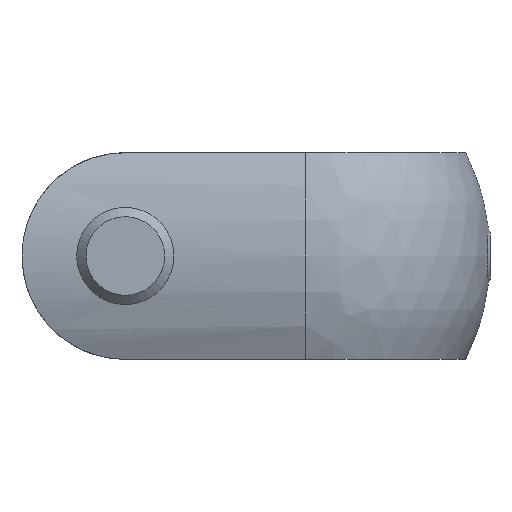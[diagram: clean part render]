
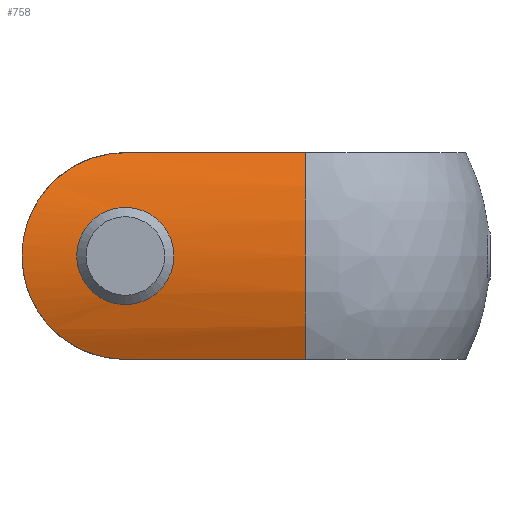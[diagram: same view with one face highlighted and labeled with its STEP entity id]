
A CAD part, front view. The second image highlights one B-rep face of the part: STEP entity #758.
In plain terms, the highlighted cylindrical face has radius 19 mm (diameter 38 mm), a partial arc.
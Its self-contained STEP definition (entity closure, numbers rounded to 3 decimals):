
#58=FACE_BOUND('',#173,.T.);
#93=CIRCLE('',#895,19.);
#127=FACE_OUTER_BOUND('',#172,.T.);
#172=EDGE_LOOP('',(#560,#561,#562,#563,#564));
#173=EDGE_LOOP('',(#565,#566));
#223=LINE('',#1357,#275);
#226=LINE('',#1423,#278);
#275=VECTOR('',#993,10.);
#278=VECTOR('',#1008,10.);
#322=B_SPLINE_CURVE_WITH_KNOTS('',3,(#1293,#1294,#1295,#1296,#1297,#1298,
#1299,#1300,#1301,#1302),.UNSPECIFIED.,.F.,.F.,(4,2,2,2,4),(1.301,
1.626,1.951,2.277,2.602),
 .UNSPECIFIED.);
#323=B_SPLINE_CURVE_WITH_KNOTS('',3,(#1304,#1305,#1306,#1307,#1308,#1309,
#1310,#1311,#1312,#1313),.UNSPECIFIED.,.F.,.F.,(4,2,2,2,4),(0.,0.326,
0.651,0.976,1.301),.UNSPECIFIED.);
#328=B_SPLINE_CURVE_WITH_KNOTS('',3,(#1426,#1427,#1428,#1429,#1430,#1431,
#1432,#1433,#1434,#1435,#1436,#1437,#1438,#1439,#1440,#1441,#1442,#1443,
#1444),.UNSPECIFIED.,.F.,.F.,(4,2,2,2,3,2,2,2,4),(-0.502,-0.376,
-0.251,-0.125,0.,0.125,0.251,
0.376,0.502),.UNSPECIFIED.);
#329=B_SPLINE_CURVE_WITH_KNOTS('',3,(#1445,#1446,#1447,#1448,#1449,#1450,
#1451,#1452,#1453,#1454,#1455,#1456,#1457,#1458,#1459,#1460,#1461,#1462),
 .UNSPECIFIED.,.F.,.F.,(4,2,2,2,2,2,2,2,4),(0.502,0.627,
0.753,0.878,1.004,1.129,1.255,
1.38,1.506),.UNSPECIFIED.);
#336=VERTEX_POINT('',#1290);
#337=VERTEX_POINT('',#1292);
#338=VERTEX_POINT('',#1303);
#348=VERTEX_POINT('',#1355);
#353=VERTEX_POINT('',#1419);
#354=VERTEX_POINT('',#1424);
#355=VERTEX_POINT('',#1425);
#415=EDGE_CURVE('',#337,#336,#322,.T.);
#416=EDGE_CURVE('',#338,#337,#323,.T.);
#429=EDGE_CURVE('',#348,#336,#223,.T.);
#436=EDGE_CURVE('',#348,#353,#93,.T.);
#438=EDGE_CURVE('',#338,#353,#226,.T.);
#439=EDGE_CURVE('',#354,#355,#328,.T.);
#440=EDGE_CURVE('',#355,#354,#329,.T.);
#560=ORIENTED_EDGE('',*,*,#415,.T.);
#561=ORIENTED_EDGE('',*,*,#429,.F.);
#562=ORIENTED_EDGE('',*,*,#436,.T.);
#563=ORIENTED_EDGE('',*,*,#438,.F.);
#564=ORIENTED_EDGE('',*,*,#416,.T.);
#565=ORIENTED_EDGE('',*,*,#439,.F.);
#566=ORIENTED_EDGE('',*,*,#440,.F.);
#742=CYLINDRICAL_SURFACE('',#897,19.);
#758=ADVANCED_FACE('',(#127,#58),#742,.T.);
#895=AXIS2_PLACEMENT_3D('',#1420,#1002,#1003);
#897=AXIS2_PLACEMENT_3D('',#1422,#1006,#1007);
#993=DIRECTION('',(-1.,0.,0.));
#1002=DIRECTION('center_axis',(-1.,0.,0.));
#1003=DIRECTION('ref_axis',(0.,0.894,0.447));
#1006=DIRECTION('center_axis',(1.,0.,0.));
#1007=DIRECTION('ref_axis',(0.,0.894,0.447));
#1008=DIRECTION('',(1.,0.,0.));
#1290=CARTESIAN_POINT('',(8.5,-13.143,-8.5));
#1292=CARTESIAN_POINT('',(0.,-15.15,0.));
#1293=CARTESIAN_POINT('Ctrl Pts',(0.,-15.15,0.));
#1294=CARTESIAN_POINT('Ctrl Pts',(0.,-15.15,-1.083));
#1295=CARTESIAN_POINT('Ctrl Pts',(0.22,-15.049,-2.229));
#1296=CARTESIAN_POINT('Ctrl Pts',(1.092,-14.683,-4.319));
#1297=CARTESIAN_POINT('Ctrl Pts',(1.744,-14.423,-5.265));
#1298=CARTESIAN_POINT('Ctrl Pts',(3.236,-13.925,-6.757));
#1299=CARTESIAN_POINT('Ctrl Pts',(4.182,-13.653,-7.408));
#1300=CARTESIAN_POINT('Ctrl Pts',(6.27,-13.258,-8.28));
#1301=CARTESIAN_POINT('Ctrl Pts',(7.415,-13.143,-8.5));
#1302=CARTESIAN_POINT('Ctrl Pts',(8.5,-13.143,-8.5));
#1303=CARTESIAN_POINT('',(8.5,-13.143,8.5));
#1304=CARTESIAN_POINT('Ctrl Pts',(8.5,-13.143,8.5));
#1305=CARTESIAN_POINT('Ctrl Pts',(7.415,-13.143,8.5));
#1306=CARTESIAN_POINT('Ctrl Pts',(6.27,-13.258,8.28));
#1307=CARTESIAN_POINT('Ctrl Pts',(4.182,-13.653,7.408));
#1308=CARTESIAN_POINT('Ctrl Pts',(3.236,-13.925,6.757));
#1309=CARTESIAN_POINT('Ctrl Pts',(1.744,-14.423,5.265));
#1310=CARTESIAN_POINT('Ctrl Pts',(1.092,-14.683,4.319));
#1311=CARTESIAN_POINT('Ctrl Pts',(0.22,-15.049,2.229));
#1312=CARTESIAN_POINT('Ctrl Pts',(0.,-15.15,1.083));
#1313=CARTESIAN_POINT('Ctrl Pts',(0.,-15.15,0.));
#1355=CARTESIAN_POINT('',(23.35,-13.143,-8.5));
#1357=CARTESIAN_POINT('',(0.,-13.143,-8.5));
#1419=CARTESIAN_POINT('',(23.35,-13.143,8.5));
#1420=CARTESIAN_POINT('Origin',(23.35,3.85,0.));
#1422=CARTESIAN_POINT('Origin',(0.,3.85,0.));
#1423=CARTESIAN_POINT('',(0.,-13.143,8.5));
#1424=CARTESIAN_POINT('',(5.177,-15.15,0.));
#1425=CARTESIAN_POINT('',(11.824,-15.15,0.));
#1426=CARTESIAN_POINT('Ctrl Pts',(5.177,-15.15,0.));
#1427=CARTESIAN_POINT('Ctrl Pts',(5.177,-15.15,-0.418));
#1428=CARTESIAN_POINT('Ctrl Pts',(5.26,-15.135,-0.864));
#1429=CARTESIAN_POINT('Ctrl Pts',(5.6,-15.08,-1.682));
#1430=CARTESIAN_POINT('Ctrl Pts',(5.855,-15.041,-2.055));
#1431=CARTESIAN_POINT('Ctrl Pts',(6.445,-14.967,-2.645));
#1432=CARTESIAN_POINT('Ctrl Pts',(6.818,-14.928,-2.9));
#1433=CARTESIAN_POINT('Ctrl Pts',(7.636,-14.873,-3.24));
#1434=CARTESIAN_POINT('Ctrl Pts',(8.082,-14.857,-3.324));
#1435=CARTESIAN_POINT('Ctrl Pts',(8.5,-14.857,-3.324));
#1436=CARTESIAN_POINT('Ctrl Pts',(8.918,-14.857,-3.324));
#1437=CARTESIAN_POINT('Ctrl Pts',(9.364,-14.873,-3.24));
#1438=CARTESIAN_POINT('Ctrl Pts',(10.182,-14.928,-2.9));
#1439=CARTESIAN_POINT('Ctrl Pts',(10.555,-14.967,-2.645));
#1440=CARTESIAN_POINT('Ctrl Pts',(11.145,-15.041,-2.055));
#1441=CARTESIAN_POINT('Ctrl Pts',(11.4,-15.08,-1.682));
#1442=CARTESIAN_POINT('Ctrl Pts',(11.74,-15.135,-0.864));
#1443=CARTESIAN_POINT('Ctrl Pts',(11.824,-15.15,-0.418));
#1444=CARTESIAN_POINT('Ctrl Pts',(11.824,-15.15,0.));
#1445=CARTESIAN_POINT('Ctrl Pts',(11.824,-15.15,0.));
#1446=CARTESIAN_POINT('Ctrl Pts',(11.824,-15.15,0.418));
#1447=CARTESIAN_POINT('Ctrl Pts',(11.74,-15.135,0.864));
#1448=CARTESIAN_POINT('Ctrl Pts',(11.4,-15.08,1.682));
#1449=CARTESIAN_POINT('Ctrl Pts',(11.145,-15.041,2.055));
#1450=CARTESIAN_POINT('Ctrl Pts',(10.555,-14.967,2.645));
#1451=CARTESIAN_POINT('Ctrl Pts',(10.182,-14.928,2.9));
#1452=CARTESIAN_POINT('Ctrl Pts',(9.364,-14.873,3.24));
#1453=CARTESIAN_POINT('Ctrl Pts',(8.918,-14.857,3.324));
#1454=CARTESIAN_POINT('Ctrl Pts',(8.082,-14.857,3.324));
#1455=CARTESIAN_POINT('Ctrl Pts',(7.636,-14.873,3.24));
#1456=CARTESIAN_POINT('Ctrl Pts',(6.818,-14.928,2.9));
#1457=CARTESIAN_POINT('Ctrl Pts',(6.445,-14.967,2.645));
#1458=CARTESIAN_POINT('Ctrl Pts',(5.855,-15.041,2.055));
#1459=CARTESIAN_POINT('Ctrl Pts',(5.6,-15.08,1.682));
#1460=CARTESIAN_POINT('Ctrl Pts',(5.26,-15.135,0.864));
#1461=CARTESIAN_POINT('Ctrl Pts',(5.177,-15.15,0.418));
#1462=CARTESIAN_POINT('Ctrl Pts',(5.177,-15.15,0.));
